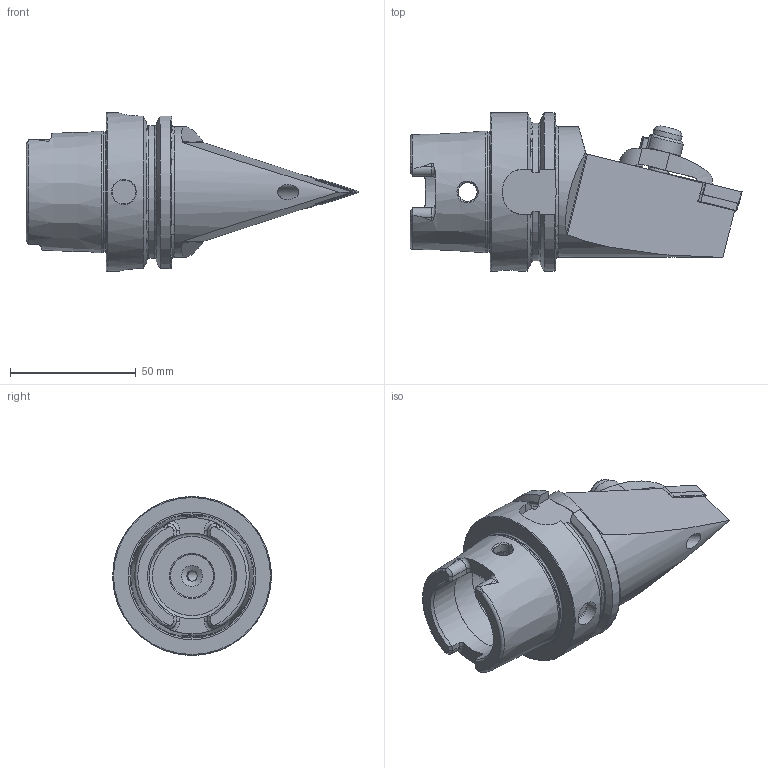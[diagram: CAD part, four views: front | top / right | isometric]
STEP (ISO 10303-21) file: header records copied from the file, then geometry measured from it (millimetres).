
FILE_DESCRIPTION (( 'STEP AP214' ), '1' );
FILE_NAME ('HA6.KVD.NVA.100.STEP', '2022-02-25T08:34:44', ( '' ), ( '' ), 'SwSTEP 2.0', 'SolidWorks 2017', '' );
FILE_SCHEMA (( 'AUTOMOTIVE_DESIGN' ));
Length unit declared in the file: millimetre
Products named in the file (10): WCC-ER4.103.032_A; WCB-ER2.001.009_A; WVD-ER2.101.003_A; WCC-ER3.102.029_C; WCC-ER5.102.012_B; VNMG160404; ISO 13337 - 3 x 12_PreviewCfg; HA6.KVD.NVA.100; WCC-ER5.102.005_A; HA6-KVD.NVA.100_D
Assembly tree (9 placements, depth 2):
  HA6.KVD.NVA.100
    HA6-KVD.NVA.100_D
    VNMG160404
    WVD-ER2.101.003_A
    WCC-ER3.102.029_C
    WCC-ER5.102.012_B
    WCC-ER5.102.005_A
    WCC-ER4.103.032_A
    ISO 13337 - 3 x 12_PreviewCfg
    WCB-ER2.001.009_A
Bounding box: 131.9 x 63 x 63 mm (x, y, z)
Volume: 144855.7 mm3; surface area: 35212.1 mm2
Topology: 9 solids, 9 shells, 327 faces, 832 edges, 525 vertices
Faces by surface type: plane 124, cylinder 99, cone 57, torus 32, bspline 14, sphere 1
Full cylindrical faces by diameter (mm): 2 x3, 3 x2, 3.3 x1, 3.8 x1, 4 x1, 4.2 x1, 4.95 x1, 5 x2, 5.25 x1, 6 x2, 6.2 x4, 6.8 x1, 6.9 x1, 7 x2, 7.5 x2, 8.4 x1, 8.5 x1, 10 x1, 11.5 x1, 17 x1, 19 x1, 34 x2, 40 x1, 47.941 x1, 52 x1, 63 x1
Entity records: 12751 total; most frequent: CARTESIAN_POINT 4289, ORIENTED_EDGE 1440, DIRECTION 1400, EDGE_CURVE 720, AXIS2_PLACEMENT_3D 565, VERTEX_POINT 496, EDGE_LOOP 432, FACE_OUTER_BOUND 382
